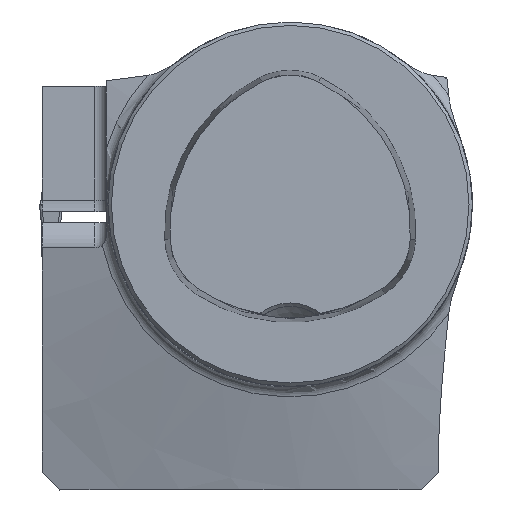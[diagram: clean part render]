
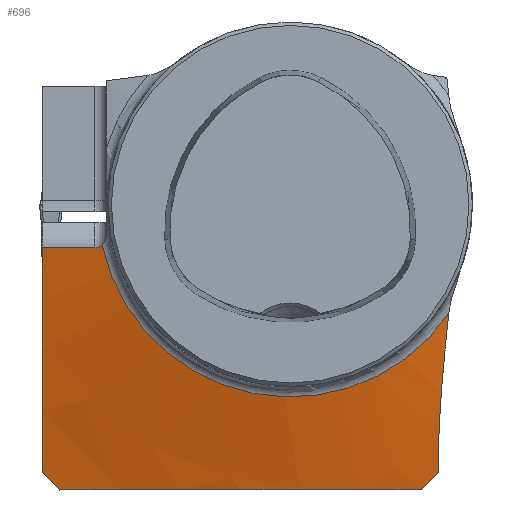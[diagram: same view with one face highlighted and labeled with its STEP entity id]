
A CAD part, top view. The second image highlights one B-rep face of the part: STEP entity #696.
In plain terms, the highlighted conical face has half-angle 75 degrees and reference radius 16 mm.
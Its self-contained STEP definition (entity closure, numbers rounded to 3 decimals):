
#696=ADVANCED_FACE('FP_RR_SU1',(#867),#855,.T.);
#855=CONICAL_SURFACE('',#2925,16.,75.);
#867=FACE_OUTER_BOUND('',#1023,.T.);
#1023=EDGE_LOOP('',(#1262,#1263,#1264,#1265,#1266,#1267,#1268,#1269,#1270));
#1189=CIRCLE('',#2924,16.889);
#1262=ORIENTED_EDGE('',*,*,#2356,.F.);
#1263=ORIENTED_EDGE('',*,*,#2357,.T.);
#1264=ORIENTED_EDGE('',*,*,#2358,.T.);
#1265=ORIENTED_EDGE('',*,*,#2359,.F.);
#1266=ORIENTED_EDGE('',*,*,#2360,.T.);
#1267=ORIENTED_EDGE('',*,*,#2361,.F.);
#1268=ORIENTED_EDGE('',*,*,#2362,.F.);
#1269=ORIENTED_EDGE('',*,*,#2363,.F.);
#1270=ORIENTED_EDGE('',*,*,#2364,.T.);
#2090=VERTEX_POINT('',#3827);
#2091=VERTEX_POINT('',#3828);
#2092=VERTEX_POINT('',#3833);
#2093=VERTEX_POINT('',#3838);
#2094=VERTEX_POINT('',#3843);
#2095=VERTEX_POINT('',#3845);
#2096=VERTEX_POINT('',#3853);
#2097=VERTEX_POINT('',#3861);
#2098=VERTEX_POINT('',#3866);
#2356=EDGE_CURVE('',#2090,#2091,#2770,.T.);
#2357=EDGE_CURVE('',#2090,#2092,#2771,.T.);
#2358=EDGE_CURVE('',#2092,#2093,#2772,.T.);
#2359=EDGE_CURVE('',#2094,#2093,#2773,.T.);
#2360=EDGE_CURVE('',#2094,#2095,#1189,.T.);
#2361=EDGE_CURVE('',#2096,#2095,#2774,.T.);
#2362=EDGE_CURVE('',#2097,#2096,#2775,.T.);
#2363=EDGE_CURVE('',#2098,#2097,#2776,.T.);
#2364=EDGE_CURVE('',#2098,#2091,#2777,.T.);
#2770=B_SPLINE_CURVE_WITH_KNOTS('',3,(#3821,#3822,#3823,#3824,#3825,#3826),
 .UNSPECIFIED.,.F.,.F.,(4,2,4),(0.,0.5,1.),.UNSPECIFIED.);
#2771=B_SPLINE_CURVE_WITH_KNOTS('',3,(#3829,#3830,#3831,#3832),
 .UNSPECIFIED.,.F.,.F.,(4,4),(0.,1.),.UNSPECIFIED.);
#2772=B_SPLINE_CURVE_WITH_KNOTS('',3,(#3834,#3835,#3836,#3837),
 .UNSPECIFIED.,.F.,.F.,(4,4),(0.,1.),.UNSPECIFIED.);
#2773=B_SPLINE_CURVE_WITH_KNOTS('',3,(#3839,#3840,#3841,#3842),
 .UNSPECIFIED.,.F.,.F.,(4,4),(0.,1.),.UNSPECIFIED.);
#2774=B_SPLINE_CURVE_WITH_KNOTS('',3,(#3846,#3847,#3848,#3849,#3850,#3851,
#3852),.UNSPECIFIED.,.F.,.F.,(4,3,4),(0.,0.501,1.),
 .UNSPECIFIED.);
#2775=B_SPLINE_CURVE_WITH_KNOTS('',3,(#3854,#3855,#3856,#3857,#3858,#3859,
#3860),.UNSPECIFIED.,.F.,.F.,(4,3,4),(0.,0.844,1.),
 .UNSPECIFIED.);
#2776=B_SPLINE_CURVE_WITH_KNOTS('',3,(#3862,#3863,#3864,#3865),
 .UNSPECIFIED.,.F.,.F.,(4,4),(0.,1.),.UNSPECIFIED.);
#2777=B_SPLINE_CURVE_WITH_KNOTS('',3,(#3867,#3868,#3869,#3870),
 .UNSPECIFIED.,.F.,.F.,(4,4),(0.,1.),.UNSPECIFIED.);
#2924=AXIS2_PLACEMENT_3D('',#3844,#3160,#3161);
#2925=AXIS2_PLACEMENT_3D('',#3871,#3162,#3163);
#3160=DIRECTION('',(0.,0.,-1.));
#3161=DIRECTION('',(1.,0.,0.));
#3162=DIRECTION('',(0.,0.,-1.));
#3163=DIRECTION('',(-1.,0.,0.));
#3821=CARTESIAN_POINT('',(11.5,-25.,-19.286));
#3822=CARTESIAN_POINT('',(6.193,-25.,-18.692));
#3823=CARTESIAN_POINT('',(0.873,-25.,-18.469));
#3824=CARTESIAN_POINT('',(-9.71,-25.,-18.962));
#3825=CARTESIAN_POINT('',(-14.996,-25.,-19.647));
#3826=CARTESIAN_POINT('',(-20.25,-25.,-20.533));
#3827=CARTESIAN_POINT('',(11.5,-25.,-19.286));
#3828=CARTESIAN_POINT('',(-20.25,-25.,-20.533));
#3829=CARTESIAN_POINT('',(11.5,-25.,-19.286));
#3830=CARTESIAN_POINT('',(12.,-24.5,-19.221));
#3831=CARTESIAN_POINT('',(12.5,-24.,-19.161));
#3832=CARTESIAN_POINT('',(13.,-23.5,-19.109));
#3833=CARTESIAN_POINT('',(13.,-23.5,-19.109));
#3834=CARTESIAN_POINT('',(13.,-23.5,-19.109));
#3835=CARTESIAN_POINT('',(13.,-23.333,-19.07));
#3836=CARTESIAN_POINT('',(13.,-23.165,-19.03));
#3837=CARTESIAN_POINT('',(13.,-22.998,-18.991));
#3838=CARTESIAN_POINT('',(13.,-22.998,-18.991));
#3839=CARTESIAN_POINT('',(13.921,-9.564,-16.438));
#3840=CARTESIAN_POINT('',(13.441,-14.075,-17.017));
#3841=CARTESIAN_POINT('',(13.,-18.543,-17.952));
#3842=CARTESIAN_POINT('',(13.,-22.998,-18.991));
#3843=CARTESIAN_POINT('',(13.921,-9.564,-16.438));
#3844=CARTESIAN_POINT('',(0.,0.,-16.438));
#3845=CARTESIAN_POINT('',(-16.508,-3.567,-16.438));
#3846=CARTESIAN_POINT('',(-17.15,-3.8,-16.62));
#3847=CARTESIAN_POINT('',(-17.034,-3.8,-16.589));
#3848=CARTESIAN_POINT('',(-16.917,-3.779,-16.558));
#3849=CARTESIAN_POINT('',(-16.809,-3.74,-16.527));
#3850=CARTESIAN_POINT('',(-16.7,-3.701,-16.496));
#3851=CARTESIAN_POINT('',(-16.597,-3.641,-16.466));
#3852=CARTESIAN_POINT('',(-16.508,-3.567,-16.438));
#3853=CARTESIAN_POINT('',(-17.15,-3.8,-16.62));
#3854=CARTESIAN_POINT('',(-21.75,-3.8,-17.829));
#3855=CARTESIAN_POINT('',(-20.456,-3.8,-17.488));
#3856=CARTESIAN_POINT('',(-19.162,-3.8,-17.147));
#3857=CARTESIAN_POINT('',(-17.868,-3.8,-16.808));
#3858=CARTESIAN_POINT('',(-17.629,-3.8,-16.745));
#3859=CARTESIAN_POINT('',(-17.389,-3.8,-16.682));
#3860=CARTESIAN_POINT('',(-17.15,-3.8,-16.62));
#3861=CARTESIAN_POINT('',(-21.75,-3.8,-17.829));
#3862=CARTESIAN_POINT('',(-21.75,-23.5,-20.493));
#3863=CARTESIAN_POINT('',(-21.75,-16.989,-19.212));
#3864=CARTESIAN_POINT('',(-21.75,-10.448,-18.136));
#3865=CARTESIAN_POINT('',(-21.75,-3.8,-17.829));
#3866=CARTESIAN_POINT('',(-21.75,-23.5,-20.493));
#3867=CARTESIAN_POINT('',(-21.75,-23.5,-20.493));
#3868=CARTESIAN_POINT('',(-21.25,-24.,-20.5));
#3869=CARTESIAN_POINT('',(-20.75,-24.5,-20.514));
#3870=CARTESIAN_POINT('',(-20.25,-25.,-20.533));
#3871=CARTESIAN_POINT('',(0.,0.,-16.2));
